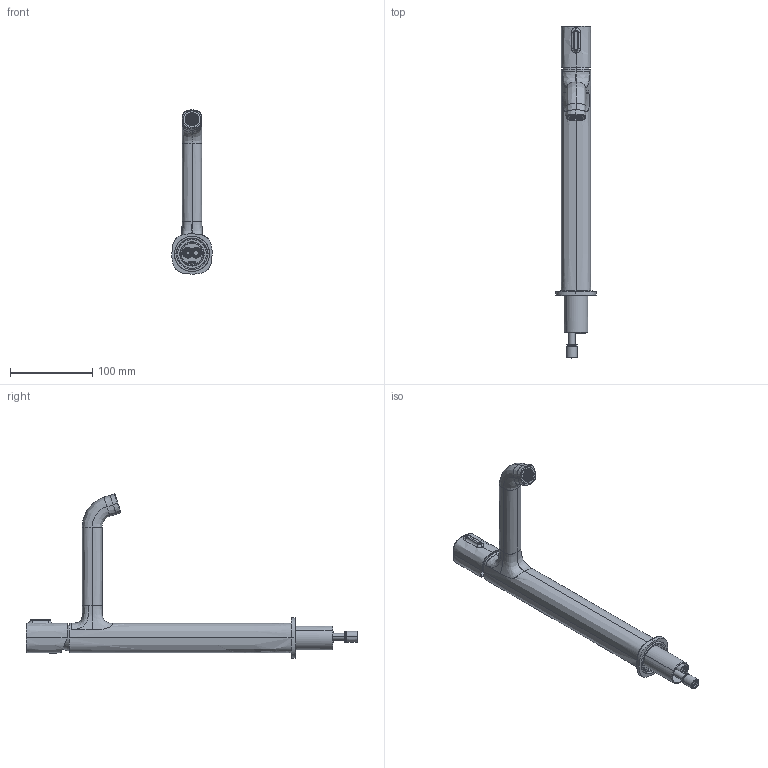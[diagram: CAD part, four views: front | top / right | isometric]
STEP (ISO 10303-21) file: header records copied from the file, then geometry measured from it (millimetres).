
FILE_DESCRIPTION((''),'2;1');
FILE_NAME('WTW168A13_ASM','2020-07-02T',('fth20'),(''),'CREO PARAMETRIC BY PTC INC, 2015480','CREO PARAMETRIC BY PTC INC, 2015480','');
FILE_SCHEMA(('CONFIG_CONTROL_DESIGN'));
Products named in the file (23): 80T168113; 81W168113; 80W08260; 8NM80000; 80W08290; 82T168113_ASM; 8J24X2A; 8J23X2A; 8EM4X10; J10250MZ00; YG; ZSB; 80P25WTW2; 80M168113; 8DZ168113; 8JT168113; 8J16X15A; 80M16023NP0; 81T16482E; 8J43X25; 8EM5X5; 80N81050; WTW168A13_ASM
Assembly tree (23 placements, depth 3):
  WTW168A13_ASM
    80T168113
    82T168113_ASM
      81W168113
      80W08260
      8NM80000  x2
      80W08290
    8J24X2A
    8J23X2A
    8EM4X10
    J10250MZ00
    YG
    ZSB
    80P25WTW2
    80M168113
    8DZ168113
    8JT168113
    8J16X15A
    80M16023NP0
    81T16482E
    8J43X25
    8EM5X5
    80N81050
Bounding box: 49 x 404 x 199.81 mm (x, y, z)
Surface area: 248224.9 mm2 (no closed solid volume)
Topology: 0 solids, 0 shells, 1759 faces, 9826 edges, 9772 vertices
Faces by surface type: bspline 1701, torus 52, sphere 6
Entity records: 223023 total; most frequent: CARTESIAN_POINT 141885, DIRECTION 11301, TRIMMED_CURVE 10167, DEFINITIONAL_REPRESENTATION 9604, PCURVE 9604, COMPOSITE_CURVE_SEGMENT 9604, VECTOR 9251, LINE 9251
